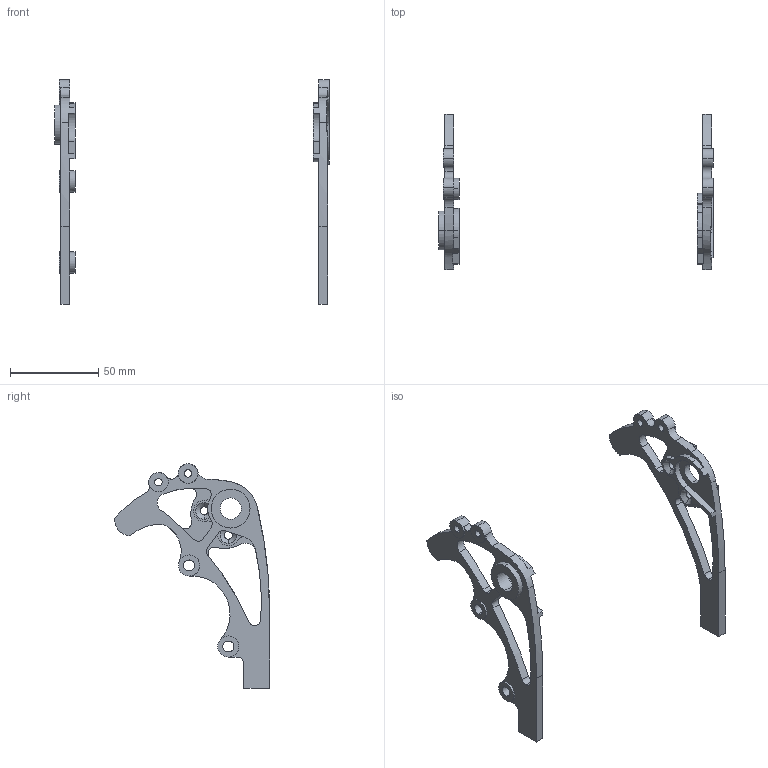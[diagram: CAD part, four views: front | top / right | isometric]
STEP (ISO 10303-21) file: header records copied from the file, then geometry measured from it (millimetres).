
FILE_DESCRIPTION (( 'STEP AP214' ), '1' );
FILE_NAME ('DR2032.STEP', '2017-11-21T15:43:35', ( '' ), ( '' ), 'SwSTEP 2.0', 'SolidWorks 2017', '' );
FILE_SCHEMA (( 'AUTOMOTIVE_DESIGN' ));
Length unit declared in the file: inch
Products named in the file (3): DR2032; 12mm thru low mount drop right -Rev4_DR2032R; 12mm thru low mount drop left - Rev4_DR2032L
Assembly tree (2 placements, depth 2):
  DR2032
    12mm thru low mount drop left - Rev4_DR2032L
    12mm thru low mount drop right -Rev4_DR2032R
Bounding box: 155.49 x 87.77 x 127.14 mm (x, y, z)
Volume: 33289.5 mm3; surface area: 21315.6 mm2
Topology: 2 solids, 2 shells, 174 faces, 507 edges, 336 vertices
Faces by surface type: cylinder 128, plane 42, cone 4
Entity records: 6093 total; most frequent: DIRECTION 1155, CARTESIAN_POINT 1022, ORIENTED_EDGE 1014, EDGE_CURVE 507, AXIS2_PLACEMENT_3D 469, VERTEX_POINT 336, CIRCLE 290, VECTOR 217
